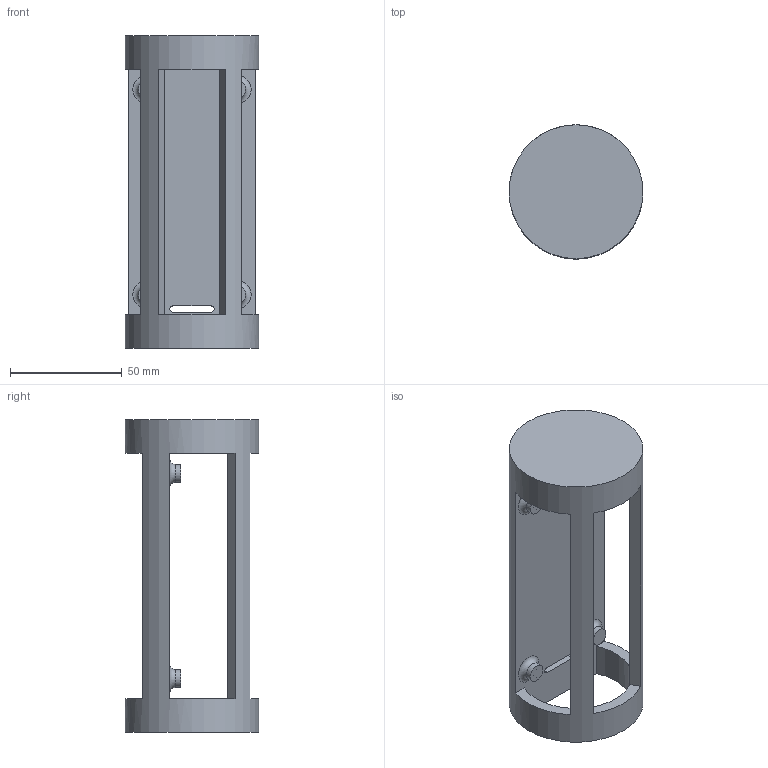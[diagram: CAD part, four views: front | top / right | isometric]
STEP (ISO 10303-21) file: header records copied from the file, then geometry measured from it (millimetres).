
FILE_DESCRIPTION(/* description */ (''),/* implementation_level */ '2;1');
FILE_NAME(/* name */ 'GR AV Bay V.2 v1.step',/* time_stamp */ '2025-07-25T21:27:12-07:00',/* author */ (''),/* organization */ (''),/* preprocessor_version */ 'ST-DEVELOPER v20.1',/* originating_system */ 'Autodesk Translation Framework v14.10.0.0',/* authorisation */ '');
FILE_SCHEMA (('AUTOMOTIVE_DESIGN { 1 0 10303 214 3 1 1 }'));
Length unit declared in the file: millimetre
Products named in the file (1): GR AV Bay V.2
Bounding box: 60 x 60 x 140 mm (x, y, z)
Volume: 101584.4 mm3; surface area: 38274.2 mm2
Topology: 1 solids, 1 shells, 66 faces, 164 edges, 108 vertices
Faces by surface type: plane 37, cylinder 23, torus 6
Full cylindrical faces by diameter (mm): 3 x2, 8 x4, 60 x1
Entity records: 2045 total; most frequent: DIRECTION 374, CARTESIAN_POINT 339, ORIENTED_EDGE 328, EDGE_CURVE 164, AXIS2_PLACEMENT_3D 143, VERTEX_POINT 108, LINE 88, VECTOR 88
